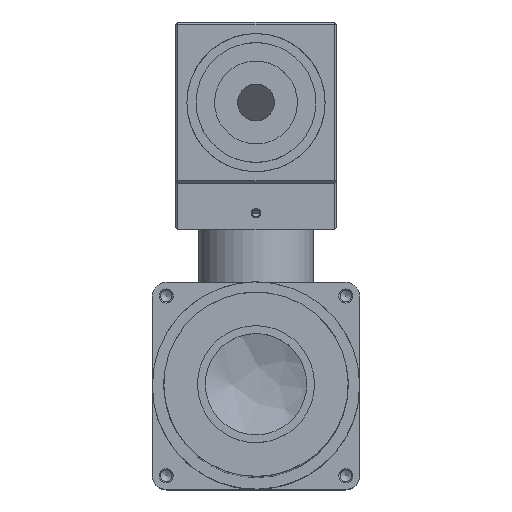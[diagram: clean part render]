
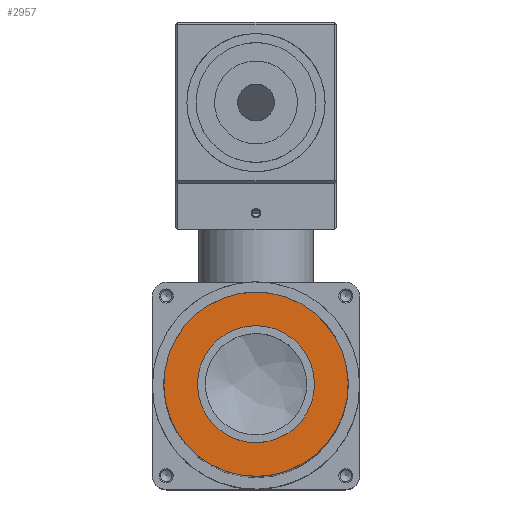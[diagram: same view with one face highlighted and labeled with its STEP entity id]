
A CAD part, top view. The second image highlights one B-rep face of the part: STEP entity #2957.
In plain terms, the highlighted planar face has unit normal (0, 0, 1).
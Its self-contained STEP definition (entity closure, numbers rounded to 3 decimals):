
#339 = VERTEX_POINT ( 'NONE', #9418 ) ;
#532 = AXIS2_PLACEMENT_3D ( 'NONE', #1803, #1113, #4411 ) ;
#1113 = DIRECTION ( 'NONE',  ( 0., 0., -1. ) ) ;
#1803 = CARTESIAN_POINT ( 'NONE',  ( -13.05, 15.156, 263. ) ) ;
#1964 = DIRECTION ( 'NONE',  ( -0.758, -0.652, 0. ) ) ;
#2680 = FACE_BOUND ( 'NONE', #7691, .T. ) ;
#2930 = CIRCLE ( 'NONE', #9411, 12.2 ) ;
#2957 = ADVANCED_FACE ( 'NONE', ( #2680, #8994 ), #5286, .F. ) ;
#3480 = CIRCLE ( 'NONE', #7022, 20. ) ;
#3808 = DIRECTION ( 'NONE',  ( 0., 0., 1. ) ) ;
#4411 = DIRECTION ( 'NONE',  ( -0.758, -0.652, 0. ) ) ;
#4632 = CARTESIAN_POINT ( 'NONE',  ( 0., 0., 263. ) ) ;
#5286 = PLANE ( 'NONE',  #532 ) ;
#5785 = DIRECTION ( 'NONE',  ( 0., 0., -1. ) ) ;
#5901 = ORIENTED_EDGE ( 'NONE', *, *, #9572, .F. ) ;
#7022 = AXIS2_PLACEMENT_3D ( 'NONE', #7509, #5785, #9313 ) ;
#7509 = CARTESIAN_POINT ( 'NONE',  ( 0., 0., 263. ) ) ;
#7691 = EDGE_LOOP ( 'NONE', ( #10467 ) ) ;
#8994 = FACE_OUTER_BOUND ( 'NONE', #9219, .T. ) ;
#9209 = EDGE_CURVE ( 'NONE', #339, #339, #2930, .T. ) ;
#9219 = EDGE_LOOP ( 'NONE', ( #5901 ) ) ;
#9313 = DIRECTION ( 'NONE',  ( -0.758, -0.652, 0. ) ) ;
#9411 = AXIS2_PLACEMENT_3D ( 'NONE', #4632, #3808, #1964 ) ;
#9418 = CARTESIAN_POINT ( 'NONE',  ( -9.245, -7.96, 263. ) ) ;
#9572 = EDGE_CURVE ( 'NONE', #11160, #11160, #3480, .T. ) ;
#10467 = ORIENTED_EDGE ( 'NONE', *, *, #9209, .F. ) ;
#10946 = CARTESIAN_POINT ( 'NONE',  ( -15.156, -13.05, 263. ) ) ;
#11160 = VERTEX_POINT ( 'NONE', #10946 ) ;
